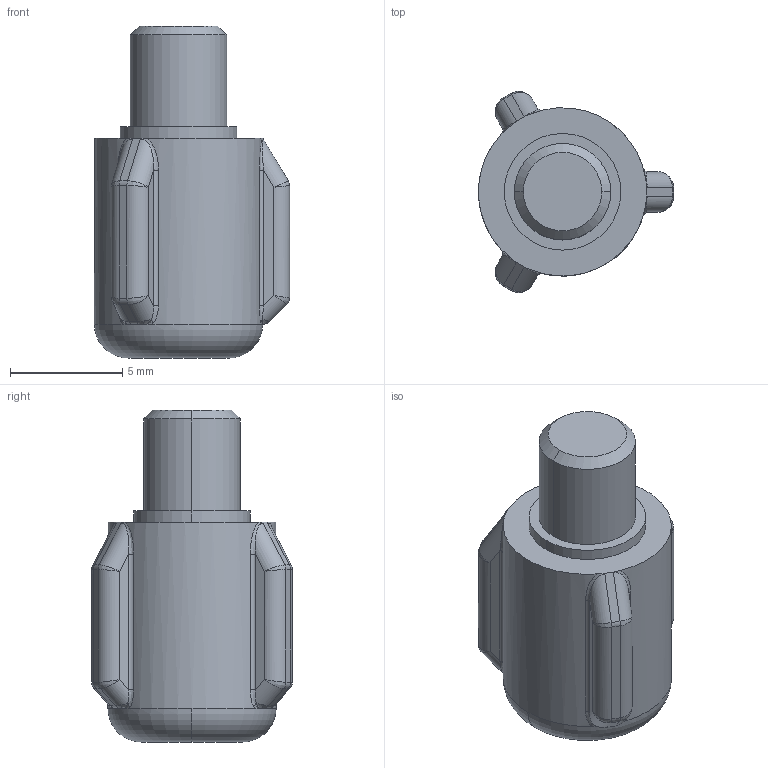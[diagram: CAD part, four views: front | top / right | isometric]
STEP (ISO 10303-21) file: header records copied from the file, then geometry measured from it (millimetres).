
FILE_DESCRIPTION (( 'STEP AP214' ), '1' );
FILE_NAME ('spindle_free.STEP', '2025-09-05T16:23:12', ( '' ), ( '' ), 'SwSTEP 2.0', 'SolidWorks 2025', '' );
FILE_SCHEMA (( 'AUTOMOTIVE_DESIGN' ));
Length unit declared in the file: millimetre
Products named in the file (1): spindle_free
Bounding box: 8.7 x 8.96 x 14.8 mm (x, y, z)
Volume: 538.4 mm3; surface area: 410.1 mm2
Topology: 1 solids, 1 shells, 108 faces, 256 edges, 134 vertices
Faces by surface type: bspline 42, cylinder 40, plane 22, cone 2, torus 2
Entity records: 3752 total; most frequent: CARTESIAN_POINT 1693, ORIENTED_EDGE 476, DIRECTION 367, EDGE_CURVE 238, AXIS2_PLACEMENT_3D 146, VERTEX_POINT 134, EDGE_LOOP 110, ADVANCED_FACE 108
